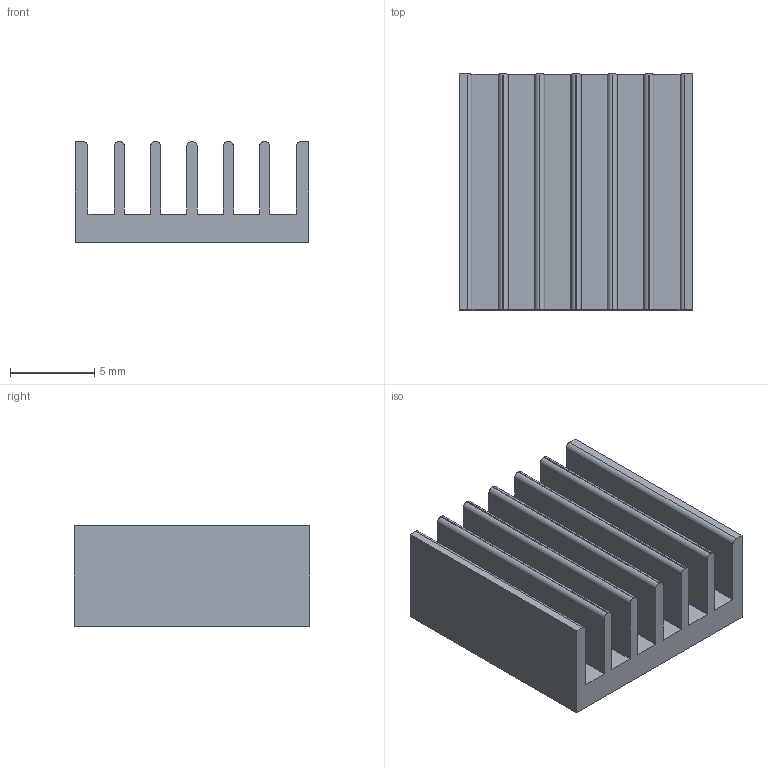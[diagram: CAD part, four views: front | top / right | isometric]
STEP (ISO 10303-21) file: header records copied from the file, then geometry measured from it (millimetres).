
FILE_DESCRIPTION(/* description */ ('Unknown'),/* implementation_level */ '2;1');
FILE_NAME(/* name */ '14x14x6mm',/* time_stamp */ '2019-01-10T11:02:46-05:00',/* author */ ('Unknown'),/* organization */ ('Unknown'),/* preprocessor_version */ 'ST-DEVELOPER v16.7',/* originating_system */ 'DEX',/* authorisation */ $);
FILE_SCHEMA (('AUTOMOTIVE_DESIGN {1 0 10303 214 3 1 1}'));
Length unit declared in the file: millimetre
Products named in the file (1): 14x14x6mm
Bounding box: 13.87 x 14 x 5.97 mm (x, y, z)
Volume: 596.4 mm3; surface area: 1377 mm2
Topology: 1 solids, 21 shells, 215 faces, 519 edges, 346 vertices
Faces by surface type: plane 163, bspline 40, cylinder 12
Entity records: 7729 total; most frequent: CARTESIAN_POINT 3307, ORIENTED_EDGE 1030, DIRECTION 625, EDGE_CURVE 515, VERTEX_POINT 346, B_SPLINE_CURVE_WITH_KNOTS 266, EDGE_LOOP 231, FACE_BOUND 231
